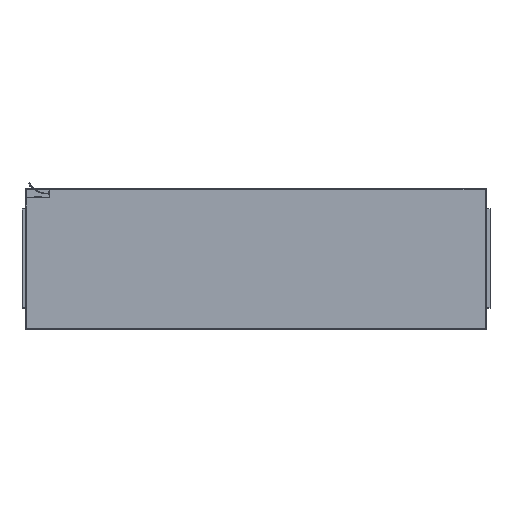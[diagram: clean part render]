
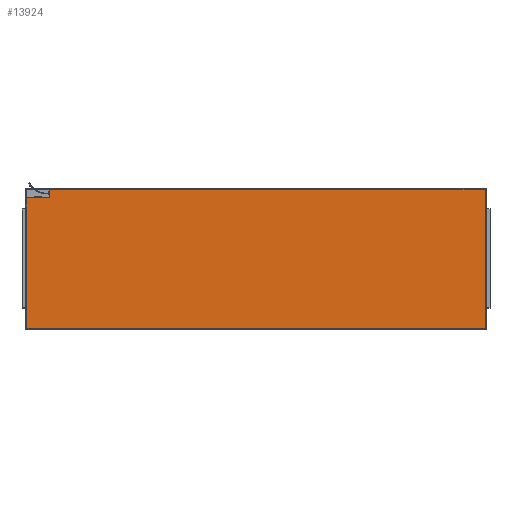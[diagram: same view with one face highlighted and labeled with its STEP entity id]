
A CAD part, top view. The second image highlights one B-rep face of the part: STEP entity #13924.
In plain terms, the highlighted planar face has unit normal (0, 0, 1).
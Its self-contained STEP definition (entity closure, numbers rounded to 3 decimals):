
#21 = VERTEX_POINT ( 'NONE', #3885 ) ;
#601 = DIRECTION ( 'NONE',  ( -1., 0., 0. ) ) ;
#990 = VERTEX_POINT ( 'NONE', #22403 ) ;
#2388 = VERTEX_POINT ( 'NONE', #4073 ) ;
#3324 = DIRECTION ( 'NONE',  ( 0., 1., 0. ) ) ;
#3870 = VERTEX_POINT ( 'NONE', #14901 ) ;
#3885 = CARTESIAN_POINT ( 'NONE',  ( -925., 530., 250. ) ) ;
#4073 = CARTESIAN_POINT ( 'NONE',  ( -925., 1.737, 250. ) ) ;
#4493 = LINE ( 'NONE', #17177, #18493 ) ;
#4780 = AXIS2_PLACEMENT_3D ( 'NONE', #23889, #15585, #6557 ) ;
#5224 = ORIENTED_EDGE ( 'NONE', *, *, #20084, .F. ) ;
#5332 = ORIENTED_EDGE ( 'NONE', *, *, #20799, .T. ) ;
#6557 = DIRECTION ( 'NONE',  ( 1., 0., 0. ) ) ;
#7675 = EDGE_CURVE ( 'NONE', #14838, #3870, #17357, .T. ) ;
#8133 = VECTOR ( 'NONE', #601, 1000. ) ;
#8508 = DIRECTION ( 'NONE',  ( -1., 0., 0. ) ) ;
#8660 = ORIENTED_EDGE ( 'NONE', *, *, #8884, .F. ) ;
#8884 = EDGE_CURVE ( 'NONE', #2388, #21, #22639, .T. ) ;
#9885 = VECTOR ( 'NONE', #21984, 1000. ) ;
#10161 = VECTOR ( 'NONE', #3324, 1000. ) ;
#12955 = VERTEX_POINT ( 'NONE', #16395 ) ;
#13906 = CARTESIAN_POINT ( 'NONE',  ( -925., 0., 250. ) ) ;
#13924 = ADVANCED_FACE ( 'NONE', ( #17273 ), #26292, .T. ) ;
#14793 = DIRECTION ( 'NONE',  ( 1., 0., 0. ) ) ;
#14838 = VERTEX_POINT ( 'NONE', #16431 ) ;
#14901 = CARTESIAN_POINT ( 'NONE',  ( 925., 563.263, 250. ) ) ;
#15267 = VECTOR ( 'NONE', #19893, 1000. ) ;
#15539 = CARTESIAN_POINT ( 'NONE',  ( 925., 0., 250. ) ) ;
#15585 = DIRECTION ( 'NONE',  ( 0., 0., 1. ) ) ;
#15820 = CARTESIAN_POINT ( 'NONE',  ( 925., 563.263, 250. ) ) ;
#15914 = ORIENTED_EDGE ( 'NONE', *, *, #7675, .T. ) ;
#16395 = CARTESIAN_POINT ( 'NONE',  ( -830., 563.263, 250. ) ) ;
#16431 = CARTESIAN_POINT ( 'NONE',  ( 925., 1.737, 250. ) ) ;
#17177 = CARTESIAN_POINT ( 'NONE',  ( -925., 530., 250. ) ) ;
#17273 = FACE_OUTER_BOUND ( 'NONE', #22767, .T. ) ;
#17357 = LINE ( 'NONE', #15539, #15267 ) ;
#18312 = ORIENTED_EDGE ( 'NONE', *, *, #24528, .F. ) ;
#18493 = VECTOR ( 'NONE', #14793, 1000. ) ;
#19893 = DIRECTION ( 'NONE',  ( 0., 1., 0. ) ) ;
#20084 = EDGE_CURVE ( 'NONE', #990, #12955, #25925, .T. ) ;
#20679 = ORIENTED_EDGE ( 'NONE', *, *, #25220, .F. ) ;
#20799 = EDGE_CURVE ( 'NONE', #3870, #12955, #26667, .T. ) ;
#21984 = DIRECTION ( 'NONE',  ( 0., 1., 0. ) ) ;
#22403 = CARTESIAN_POINT ( 'NONE',  ( -830., 530., 250. ) ) ;
#22639 = LINE ( 'NONE', #13906, #10161 ) ;
#22767 = EDGE_LOOP ( 'NONE', ( #5224, #20679, #8660, #18312, #15914, #5332 ) ) ;
#23889 = CARTESIAN_POINT ( 'NONE',  ( 925., 0., 250. ) ) ;
#24015 = LINE ( 'NONE', #27811, #26592 ) ;
#24528 = EDGE_CURVE ( 'NONE', #14838, #2388, #24015, .T. ) ;
#25220 = EDGE_CURVE ( 'NONE', #21, #990, #4493, .T. ) ;
#25925 = LINE ( 'NONE', #26068, #9885 ) ;
#26068 = CARTESIAN_POINT ( 'NONE',  ( -830., 530., 250. ) ) ;
#26292 = PLANE ( 'NONE',  #4780 ) ;
#26592 = VECTOR ( 'NONE', #8508, 1000. ) ;
#26667 = LINE ( 'NONE', #15820, #8133 ) ;
#27811 = CARTESIAN_POINT ( 'NONE',  ( 925., 1.737, 250. ) ) ;
